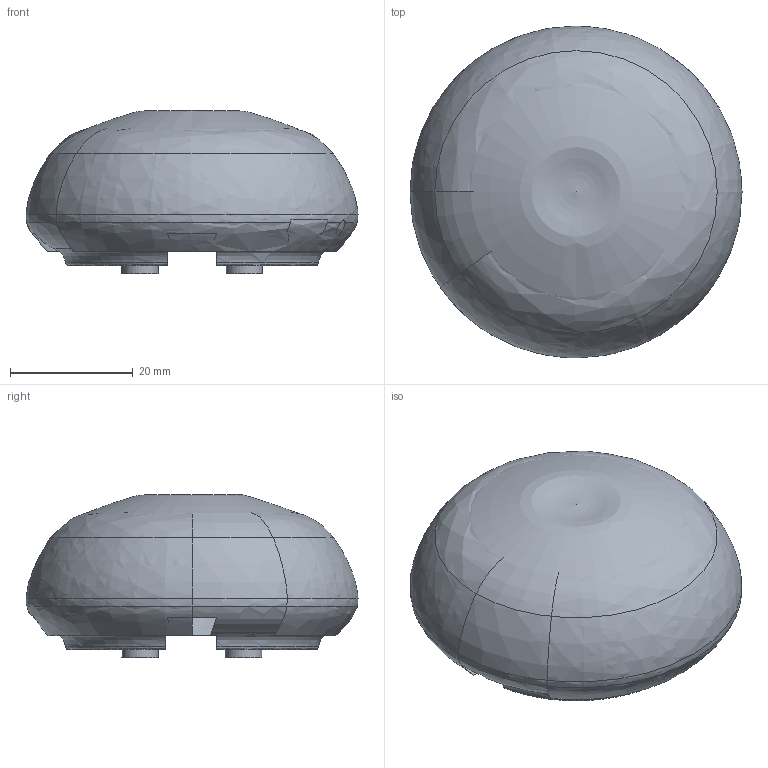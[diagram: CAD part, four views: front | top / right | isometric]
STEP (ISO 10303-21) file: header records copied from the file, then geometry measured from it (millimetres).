
FILE_DESCRIPTION(/* description */ (''),/* implementation_level */ '2;1');
FILE_NAME(/* name */ 'rev5 case v2.step',/* time_stamp */ '2021-10-23T14:04:41+02:00',/* author */ (''),/* organization */ (''),/* preprocessor_version */ 'ST-DEVELOPER v18.1',/* originating_system */ 'Autodesk Translation Framework v10.10.0.1391',/* authorisation */ '');
FILE_SCHEMA (('AUTOMOTIVE_DESIGN { 1 0 10303 214 3 1 1 }'));
Length unit declared in the file: millimetre
Products named in the file (34): rev5 case; Obudowa - DOL; Obudowa - GORA; wypust do blokowania; Katowe prowadzenie przewodow; Obudowa gora - szablon ksztaltu; PCB DOL; Board; P?; P? (1); P? (2); P? (3); P? (4); P? (5); SCREWTERMINAL-3_5MM-2; Free-Models; 70474128 (1); 70474128; 70474128 (7); 70474128 (2); 70474128 (6); 70474128 (3); 70474128 (5); 70474128 (4); jack 1; PCB Gora - szablon; ESP32; LED IR SMD; Guzik dotykowy; odblysnik IR; Led IR 5mm; Obudowa - Gora - szczyt przezroczysty; PCB Gora - do eagle; PCB Dol - do eagle
Assembly tree (48 placements, depth 4):
  rev5 case
    Obudowa - DOL
    Obudowa - GORA
      wypust do blokowania  x3
    Katowe prowadzenie przewodow
    Obudowa gora - szablon ksztaltu
    PCB DOL
      Board
      P?
        SCREWTERMINAL-3_5MM-2
      P? (1)
        SCREWTERMINAL-3_5MM-2
      P? (2)
        SCREWTERMINAL-3_5MM-2
      P? (3)
        SCREWTERMINAL-3_5MM-2
      P? (4)
        SCREWTERMINAL-3_5MM-2
      P? (5)
        SCREWTERMINAL-3_5MM-2
      Free-Models
        70474128 (1)
        70474128
        70474128 (7)
        70474128 (2)
        70474128 (6)
        70474128 (3)
        70474128 (5)
        70474128 (4)
    jack 1  x3
    PCB Gora - szablon
      ESP32
      LED IR SMD  x6
      Guzik dotykowy
      Led IR 5mm  x2
      odblysnik IR
    Obudowa - Gora - szczyt przezroczysty
    PCB Gora - do eagle
    PCB Dol - do eagle
Bounding box: 54.1 x 54.1 x 26.57 mm (x, y, z)
Volume: 17347.8 mm3; surface area: 36061.5 mm2
Topology: 45 solids, 46 shells, 1444 faces, 3699 edges, 2380 vertices
Faces by surface type: plane 1140, cylinder 194, torus 41, bspline 33, cone 26, sphere 10
Full cylindrical faces by diameter (mm): 0.9 x24, 1 x4, 1.45 x3, 1.6 x2, 2 x15, 2.4 x1, 2.5 x29, 2.58 x1, 2.6 x4, 2.8 x3, 2.9 x6, 3 x2, 3.6 x3, 5 x2, 5.927 x3, 6.4 x3, 8 x3, 8.5 x3, 10 x2, 42 x1, 50.147 x1
Entity records: 34272 total; most frequent: CARTESIAN_POINT 9607, ORIENTED_EDGE 4980, DIRECTION 4838, EDGE_CURVE 2492, LINE 1756, VECTOR 1756, VERTEX_POINT 1588, AXIS2_PLACEMENT_3D 1541
